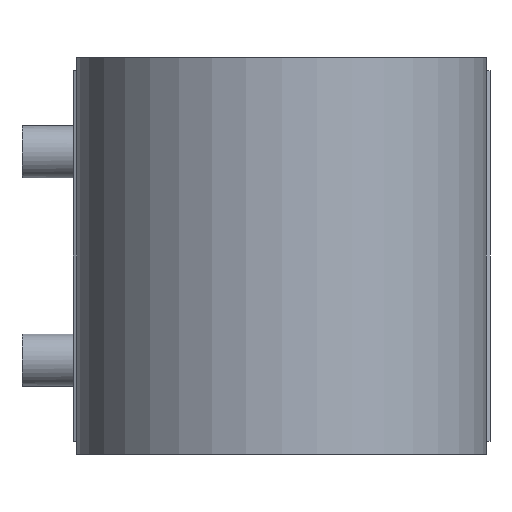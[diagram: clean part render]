
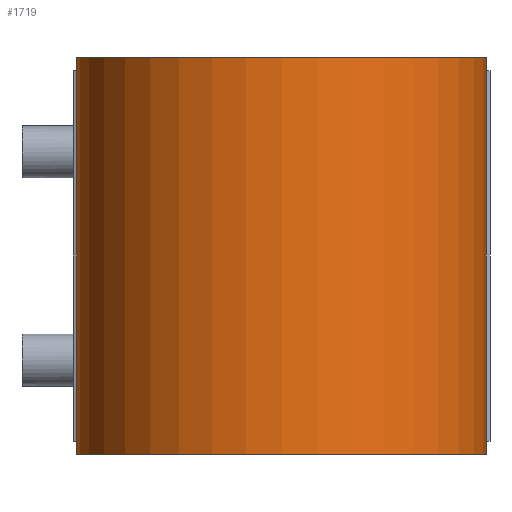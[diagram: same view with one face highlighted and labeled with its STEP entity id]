
A CAD part, front view. The second image highlights one B-rep face of the part: STEP entity #1719.
In plain terms, the highlighted cylindrical face has radius 31.5 mm (diameter 63 mm), a partial arc.
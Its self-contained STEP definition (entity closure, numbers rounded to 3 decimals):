
#23=FACE_BOUND('',#256,.T.);
#24=FACE_BOUND('',#257,.T.);
#25=FACE_BOUND('',#258,.T.);
#168=FACE_OUTER_BOUND('',#255,.T.);
#255=EDGE_LOOP('',(#1378,#1379,#1380,#1381,#1382,#1383,#1384,#1385));
#256=EDGE_LOOP('',(#1386,#1387,#1388,#1389));
#257=EDGE_LOOP('',(#1390,#1391,#1392,#1393));
#258=EDGE_LOOP('',(#1394,#1395));
#331=CIRCLE('',#1820,31.5);
#332=CIRCLE('',#1824,31.5);
#349=CIRCLE('',#1855,31.5);
#350=CIRCLE('',#1858,31.5);
#353=CIRCLE('',#1863,31.5);
#354=CIRCLE('',#1864,31.5);
#357=CIRCLE('',#1870,31.5);
#358=CIRCLE('',#1871,31.5);
#393=LINE('',#2430,#534);
#394=LINE('',#2432,#535);
#395=LINE('',#2434,#536);
#396=LINE('',#2438,#537);
#406=LINE('',#2530,#547);
#426=LINE('',#2638,#567);
#449=LINE('',#2761,#590);
#458=LINE('',#2847,#599);
#469=LINE('',#2889,#610);
#534=VECTOR('',#1957,31.5);
#535=VECTOR('',#1958,10.);
#536=VECTOR('',#1959,31.5);
#537=VECTOR('',#1962,31.5);
#547=VECTOR('',#1998,10.);
#567=VECTOR('',#2048,10.);
#590=VECTOR('',#2113,10.);
#599=VECTOR('',#2146,10.);
#610=VECTOR('',#2199,10.);
#675=VERTEX_POINT('',#2428);
#676=VERTEX_POINT('',#2429);
#677=VERTEX_POINT('',#2431);
#678=VERTEX_POINT('',#2433);
#679=VERTEX_POINT('',#2435);
#680=VERTEX_POINT('',#2437);
#696=VERTEX_POINT('',#2527);
#697=VERTEX_POINT('',#2529);
#717=VERTEX_POINT('',#2635);
#718=VERTEX_POINT('',#2637);
#736=VERTEX_POINT('',#2740);
#737=VERTEX_POINT('',#2742);
#744=VERTEX_POINT('',#2758);
#745=VERTEX_POINT('',#2760);
#757=VERTEX_POINT('',#2844);
#758=VERTEX_POINT('',#2846);
#765=VERTEX_POINT('',#2875);
#768=VERTEX_POINT('',#2886);
#856=EDGE_CURVE('',#675,#676,#393,.T.);
#857=EDGE_CURVE('',#677,#675,#394,.T.);
#858=EDGE_CURVE('',#678,#677,#395,.T.);
#860=EDGE_CURVE('',#680,#679,#396,.T.);
#882=EDGE_CURVE('',#697,#696,#406,.T.);
#914=EDGE_CURVE('',#718,#717,#426,.T.);
#918=EDGE_CURVE('',#696,#718,#331,.T.);
#922=EDGE_CURVE('',#717,#697,#332,.T.);
#952=EDGE_CURVE('',#745,#744,#449,.T.);
#972=EDGE_CURVE('',#758,#757,#458,.T.);
#980=EDGE_CURVE('',#744,#758,#349,.T.);
#983=EDGE_CURVE('',#757,#745,#350,.T.);
#987=EDGE_CURVE('',#765,#676,#353,.T.);
#988=EDGE_CURVE('',#680,#765,#354,.T.);
#992=EDGE_CURVE('',#768,#679,#357,.T.);
#993=EDGE_CURVE('',#678,#768,#358,.T.);
#994=EDGE_CURVE('',#736,#737,#469,.T.);
#1378=ORIENTED_EDGE('',*,*,#856,.T.);
#1379=ORIENTED_EDGE('',*,*,#987,.F.);
#1380=ORIENTED_EDGE('',*,*,#988,.F.);
#1381=ORIENTED_EDGE('',*,*,#860,.T.);
#1382=ORIENTED_EDGE('',*,*,#992,.F.);
#1383=ORIENTED_EDGE('',*,*,#993,.F.);
#1384=ORIENTED_EDGE('',*,*,#858,.T.);
#1385=ORIENTED_EDGE('',*,*,#857,.T.);
#1386=ORIENTED_EDGE('',*,*,#918,.T.);
#1387=ORIENTED_EDGE('',*,*,#914,.T.);
#1388=ORIENTED_EDGE('',*,*,#922,.T.);
#1389=ORIENTED_EDGE('',*,*,#882,.T.);
#1390=ORIENTED_EDGE('',*,*,#980,.T.);
#1391=ORIENTED_EDGE('',*,*,#972,.T.);
#1392=ORIENTED_EDGE('',*,*,#983,.T.);
#1393=ORIENTED_EDGE('',*,*,#952,.T.);
#1394=ORIENTED_EDGE('',*,*,#994,.T.);
#1395=ORIENTED_EDGE('',*,*,#994,.F.);
#1669=CYLINDRICAL_SURFACE('',#1869,31.5);
#1719=ADVANCED_FACE('',(#168,#23,#24,#25),#1669,.T.);
#1820=AXIS2_PLACEMENT_3D('',#2644,#2055,#2056);
#1824=AXIS2_PLACEMENT_3D('',#2652,#2066,#2067);
#1855=AXIS2_PLACEMENT_3D('',#2862,#2161,#2162);
#1858=AXIS2_PLACEMENT_3D('',#2867,#2169,#2170);
#1863=AXIS2_PLACEMENT_3D('',#2876,#2180,#2181);
#1864=AXIS2_PLACEMENT_3D('',#2877,#2182,#2183);
#1869=AXIS2_PLACEMENT_3D('',#2885,#2193,#2194);
#1870=AXIS2_PLACEMENT_3D('',#2887,#2195,#2196);
#1871=AXIS2_PLACEMENT_3D('',#2888,#2197,#2198);
#1957=DIRECTION('',(0.,0.,1.));
#1958=DIRECTION('',(0.,0.,1.));
#1959=DIRECTION('',(0.,0.,1.));
#1962=DIRECTION('',(0.,0.,-1.));
#1998=DIRECTION('',(0.,0.,-1.));
#2048=DIRECTION('',(0.,0.,1.));
#2055=DIRECTION('center_axis',(0.,0.,-1.));
#2056=DIRECTION('ref_axis',(1.,0.,0.));
#2066=DIRECTION('center_axis',(0.,0.,1.));
#2067=DIRECTION('ref_axis',(1.,0.,0.));
#2113=DIRECTION('',(0.,0.,-1.));
#2146=DIRECTION('',(0.,0.,1.));
#2161=DIRECTION('center_axis',(0.,0.,-1.));
#2162=DIRECTION('ref_axis',(1.,0.,0.));
#2169=DIRECTION('center_axis',(0.,0.,1.));
#2170=DIRECTION('ref_axis',(1.,0.,0.));
#2180=DIRECTION('center_axis',(0.,0.,1.));
#2181=DIRECTION('ref_axis',(1.,0.,0.));
#2182=DIRECTION('center_axis',(0.,0.,1.));
#2183=DIRECTION('ref_axis',(1.,0.,0.));
#2193=DIRECTION('center_axis',(0.,0.,1.));
#2194=DIRECTION('ref_axis',(0.952,-0.305,0.));
#2195=DIRECTION('center_axis',(0.,0.,-1.));
#2196=DIRECTION('ref_axis',(1.,0.,0.));
#2197=DIRECTION('center_axis',(0.,0.,-1.));
#2198=DIRECTION('ref_axis',(1.,0.,0.));
#2199=DIRECTION('',(0.,0.,1.));
#2428=CARTESIAN_POINT('',(-29.996,9.616,28.5));
#2429=CARTESIAN_POINT('',(-29.996,9.616,30.5));
#2430=CARTESIAN_POINT('',(-29.996,9.616,0.));
#2431=CARTESIAN_POINT('',(-29.996,9.616,-28.5));
#2432=CARTESIAN_POINT('',(-29.996,9.616,0.));
#2433=CARTESIAN_POINT('',(-29.996,9.616,-30.5));
#2434=CARTESIAN_POINT('',(-29.996,9.616,0.));
#2435=CARTESIAN_POINT('',(-31.5,0.,-30.5));
#2437=CARTESIAN_POINT('',(-31.5,0.,30.5));
#2438=CARTESIAN_POINT('',(-31.5,0.,0.));
#2527=CARTESIAN_POINT('',(-11.351,29.384,-28.5));
#2529=CARTESIAN_POINT('',(-11.351,29.384,28.5));
#2530=CARTESIAN_POINT('',(-11.351,29.384,0.));
#2635=CARTESIAN_POINT('',(-7.63,30.562,28.5));
#2637=CARTESIAN_POINT('',(-7.63,30.562,-28.5));
#2638=CARTESIAN_POINT('',(-7.63,30.562,0.));
#2644=CARTESIAN_POINT('Origin',(0.,0.,-28.5));
#2652=CARTESIAN_POINT('Origin',(0.,0.,28.5));
#2740=CARTESIAN_POINT('',(29.996,9.616,-28.5));
#2742=CARTESIAN_POINT('',(29.996,9.616,28.5));
#2758=CARTESIAN_POINT('',(7.63,30.562,-28.5));
#2760=CARTESIAN_POINT('',(7.63,30.562,28.5));
#2761=CARTESIAN_POINT('',(7.63,30.562,0.));
#2844=CARTESIAN_POINT('',(11.351,29.384,28.5));
#2846=CARTESIAN_POINT('',(11.351,29.384,-28.5));
#2847=CARTESIAN_POINT('',(11.351,29.384,0.));
#2862=CARTESIAN_POINT('Origin',(0.,0.,-28.5));
#2867=CARTESIAN_POINT('Origin',(0.,0.,28.5));
#2875=CARTESIAN_POINT('',(31.5,0.,30.5));
#2876=CARTESIAN_POINT('Origin',(0.,0.,30.5));
#2877=CARTESIAN_POINT('Origin',(0.,0.,30.5));
#2885=CARTESIAN_POINT('Origin',(0.,0.,0.));
#2886=CARTESIAN_POINT('',(31.5,0.,-30.5));
#2887=CARTESIAN_POINT('Origin',(0.,0.,-30.5));
#2888=CARTESIAN_POINT('Origin',(0.,0.,-30.5));
#2889=CARTESIAN_POINT('',(29.996,9.616,0.));
